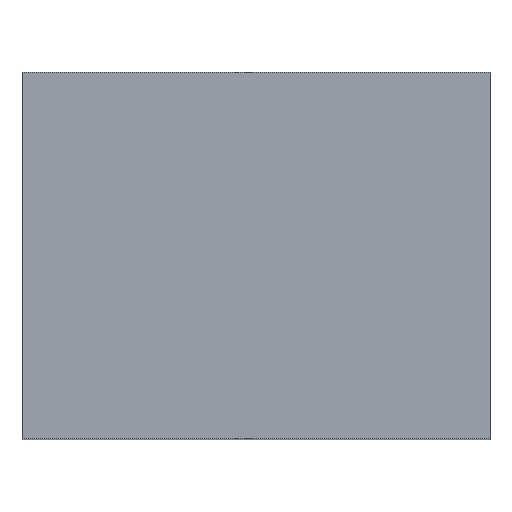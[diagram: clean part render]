
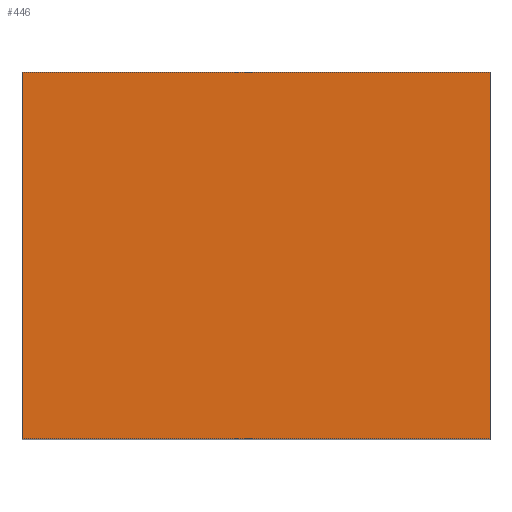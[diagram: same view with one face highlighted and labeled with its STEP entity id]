
A CAD part, top view. The second image highlights one B-rep face of the part: STEP entity #446.
In plain terms, the highlighted planar face has unit normal (0, 0, 1).
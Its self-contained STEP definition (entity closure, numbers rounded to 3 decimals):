
#22=FACE_OUTER_BOUND('',#50,.T.);
#50=EDGE_LOOP('',(#305,#306,#307,#308));
#78=LINE('',#648,#138);
#85=LINE('',#662,#145);
#86=LINE('',#664,#146);
#87=LINE('',#665,#147);
#138=VECTOR('',#529,10.);
#145=VECTOR('',#538,10.);
#146=VECTOR('',#539,10.);
#147=VECTOR('',#540,10.);
#198=VERTEX_POINT('',#645);
#199=VERTEX_POINT('',#647);
#205=VERTEX_POINT('',#661);
#206=VERTEX_POINT('',#663);
#238=EDGE_CURVE('',#198,#199,#78,.T.);
#245=EDGE_CURVE('',#205,#198,#85,.T.);
#246=EDGE_CURVE('',#206,#205,#86,.T.);
#247=EDGE_CURVE('',#206,#199,#87,.T.);
#305=ORIENTED_EDGE('',*,*,#245,.F.);
#306=ORIENTED_EDGE('',*,*,#246,.F.);
#307=ORIENTED_EDGE('',*,*,#247,.T.);
#308=ORIENTED_EDGE('',*,*,#238,.F.);
#418=PLANE('',#497);
#446=ADVANCED_FACE('',(#22),#418,.T.);
#497=AXIS2_PLACEMENT_3D('',#660,#536,#537);
#529=DIRECTION('',(-1.,0.,0.));
#536=DIRECTION('center_axis',(0.,0.,1.));
#537=DIRECTION('ref_axis',(1.,0.,0.));
#538=DIRECTION('',(0.,-1.,0.));
#539=DIRECTION('',(1.,0.,0.));
#540=DIRECTION('',(0.,-1.,0.));
#645=CARTESIAN_POINT('',(5.75,-6.7,17.5));
#647=CARTESIAN_POINT('',(-5.75,-6.7,17.5));
#648=CARTESIAN_POINT('',(5.75,-6.7,17.5));
#660=CARTESIAN_POINT('Origin',(-5.75,0.,17.5));
#661=CARTESIAN_POINT('',(5.75,2.3,17.5));
#662=CARTESIAN_POINT('',(5.75,0.,17.5));
#663=CARTESIAN_POINT('',(-5.75,2.3,17.5));
#664=CARTESIAN_POINT('',(5.75,2.3,17.5));
#665=CARTESIAN_POINT('',(-5.75,0.,17.5));
